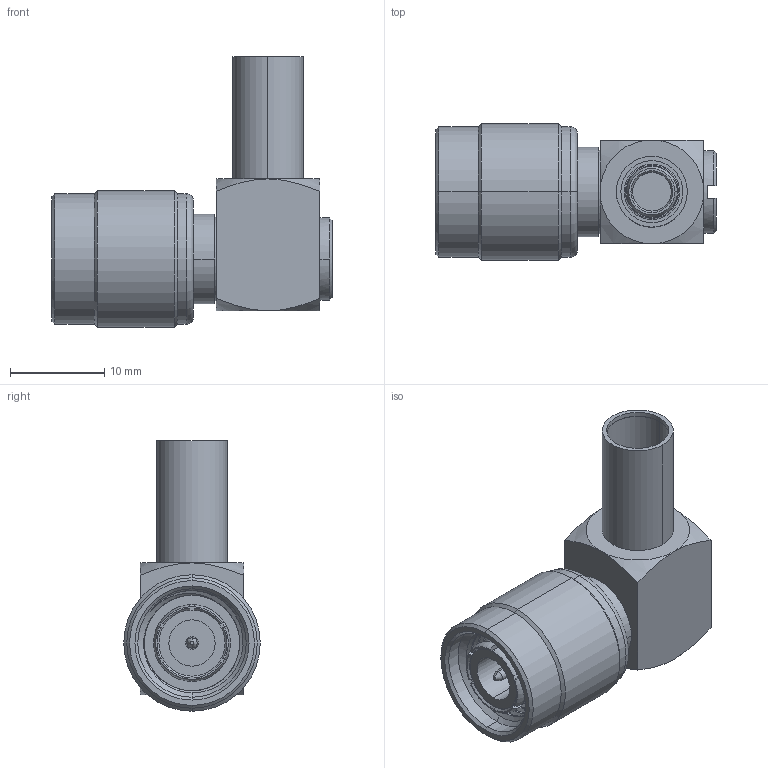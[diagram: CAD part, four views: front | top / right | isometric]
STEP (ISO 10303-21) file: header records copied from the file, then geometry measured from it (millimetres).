
FILE_DESCRIPTION((''),'2;1');
FILE_NAME('31-6826_SW0001','2018-05-23T',('Anandh'),(''),'CREO PARAMETRIC BY PTC INC, 2017020','CREO PARAMETRIC BY PTC INC, 2017020','');
FILE_SCHEMA(('CONFIG_CONTROL_DESIGN'));
Length unit declared in the file: inch
Products named in the file (1): 31-6826_SW0001
Bounding box: 29.7 x 14.48 x 28.69 mm (x, y, z)
Volume: 3918.3 mm3; surface area: 3522.9 mm2
Topology: 1 solids, 1 shells, 191 faces, 444 edges, 275 vertices
Faces by surface type: cylinder 76, plane 54, cone 38, torus 14, bspline 9
Entity records: 9089 total; most frequent: CARTESIAN_POINT 4723, DIRECTION 921, ORIENTED_EDGE 888, EDGE_CURVE 444, AXIS2_PLACEMENT_3D 379, VERTEX_POINT 275, EDGE_LOOP 211, CIRCLE 197
